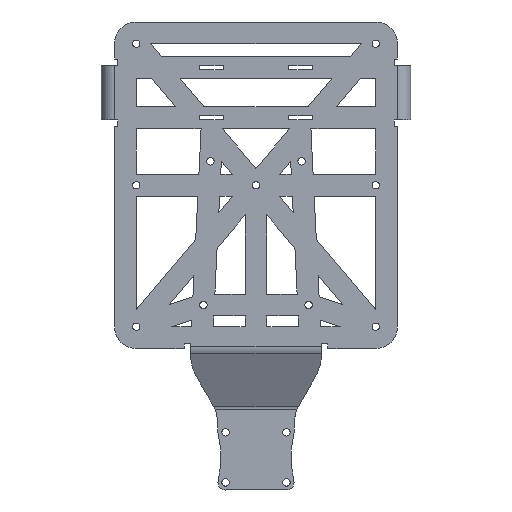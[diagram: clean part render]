
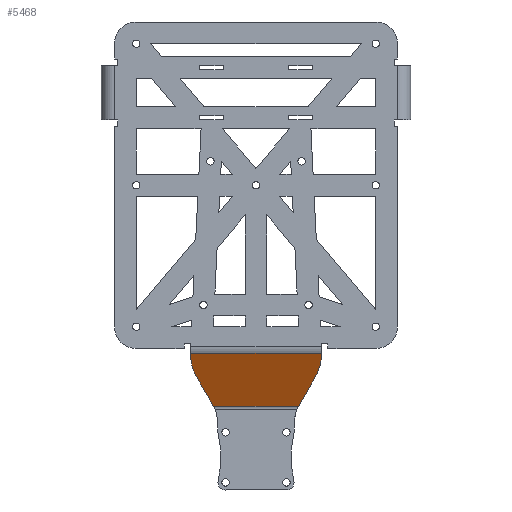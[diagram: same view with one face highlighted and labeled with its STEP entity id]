
A CAD part, front view. The second image highlights one B-rep face of the part: STEP entity #5468.
In plain terms, the highlighted planar face has unit normal (0, -0.883, -0.469).
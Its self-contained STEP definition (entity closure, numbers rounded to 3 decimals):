
#39=B_SPLINE_CURVE_WITH_KNOTS('',3,(#8971,#8972,#8973,#8974),
 .UNSPECIFIED.,.F.,.F.,(4,4),(0.254,1.),.UNSPECIFIED.);
#52=B_SPLINE_CURVE_WITH_KNOTS('',3,(#9112,#9113,#9114,#9115),
 .UNSPECIFIED.,.F.,.F.,(4,4),(-1.,-0.254),.UNSPECIFIED.);
#273=PLANE('',#5893);
#537=FACE_OUTER_BOUND('',#938,.T.);
#938=EDGE_LOOP('',(#4719,#4720,#4721,#4722,#4723,#4724));
#1553=LINE('',#9186,#2160);
#1555=LINE('',#9190,#2162);
#1556=LINE('',#9191,#2163);
#1557=LINE('',#9192,#2164);
#2160=VECTOR('',#7076,4.32);
#2162=VECTOR('',#7080,10.);
#2163=VECTOR('',#7081,10.);
#2164=VECTOR('',#7082,10.);
#2892=VERTEX_POINT('',#8957);
#2894=VERTEX_POINT('',#8969);
#2899=VERTEX_POINT('',#9007);
#2911=VERTEX_POINT('',#9111);
#2924=VERTEX_POINT('',#9185);
#2925=VERTEX_POINT('',#9189);
#3525=EDGE_CURVE('',#2892,#2894,#39,.T.);
#3548=EDGE_CURVE('',#2911,#2899,#52,.T.);
#3571=EDGE_CURVE('',#2924,#2911,#1553,.T.);
#3573=EDGE_CURVE('',#2894,#2925,#1555,.T.);
#3574=EDGE_CURVE('',#2925,#2924,#1556,.T.);
#3575=EDGE_CURVE('',#2899,#2892,#1557,.T.);
#4719=ORIENTED_EDGE('',*,*,#3525,.T.);
#4720=ORIENTED_EDGE('',*,*,#3573,.T.);
#4721=ORIENTED_EDGE('',*,*,#3574,.T.);
#4722=ORIENTED_EDGE('',*,*,#3571,.T.);
#4723=ORIENTED_EDGE('',*,*,#3548,.T.);
#4724=ORIENTED_EDGE('',*,*,#3575,.T.);
#5468=ADVANCED_FACE('',(#537),#273,.T.);
#5893=AXIS2_PLACEMENT_3D('',#9188,#7078,#7079);
#7076=DIRECTION('',(0.,0.469,-0.883));
#7078=DIRECTION('center_axis',(0.,-0.883,
-0.469));
#7079=DIRECTION('ref_axis',(-1.,0.,0.));
#7080=DIRECTION('',(0.,-0.469,0.883));
#7081=DIRECTION('',(-1.,0.,0.));
#7082=DIRECTION('',(1.,0.,0.));
#8957=CARTESIAN_POINT('',(19.504,13.733,-101.576));
#8969=CARTESIAN_POINT('',(30.,1.586,-78.731));
#8971=CARTESIAN_POINT('Ctrl Pts',(19.504,13.733,-101.576));
#8972=CARTESIAN_POINT('Ctrl Pts',(23.036,9.687,-93.967));
#8973=CARTESIAN_POINT('Ctrl Pts',(30.,5.988,-87.01));
#8974=CARTESIAN_POINT('Ctrl Pts',(30.,1.586,-78.731));
#9007=CARTESIAN_POINT('',(-19.504,13.733,-101.576));
#9111=CARTESIAN_POINT('',(-30.,1.586,-78.731));
#9112=CARTESIAN_POINT('Ctrl Pts',(-30.,1.586,-78.731));
#9113=CARTESIAN_POINT('Ctrl Pts',(-30.,5.988,-87.01));
#9114=CARTESIAN_POINT('Ctrl Pts',(-23.036,9.687,-93.967));
#9115=CARTESIAN_POINT('Ctrl Pts',(-19.504,13.733,-101.576));
#9185=CARTESIAN_POINT('',(-30.,0.702,-77.069));
#9186=CARTESIAN_POINT('',(-30.,-5.669,-65.086));
#9188=CARTESIAN_POINT('Origin',(0.,24.441,-121.714));
#9189=CARTESIAN_POINT('',(30.,0.702,-77.069));
#9190=CARTESIAN_POINT('',(30.,0.702,-77.069));
#9191=CARTESIAN_POINT('',(0.,0.702,-77.069));
#9192=CARTESIAN_POINT('',(-15.,13.733,-101.576));
